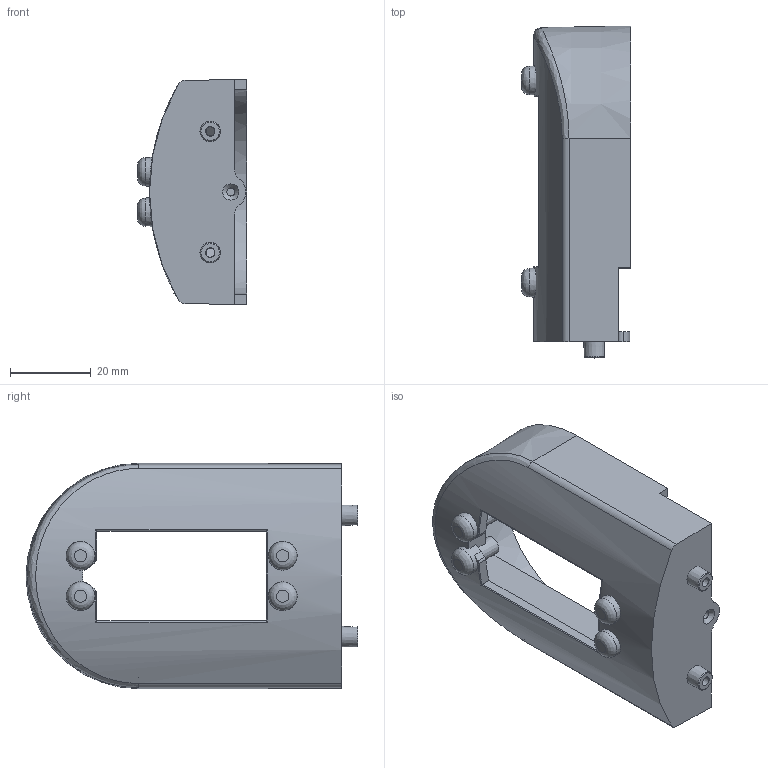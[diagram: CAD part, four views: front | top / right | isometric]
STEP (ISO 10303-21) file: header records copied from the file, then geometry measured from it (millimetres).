
FILE_DESCRIPTION(/* description */ (''),/* implementation_level */ '2;1');
FILE_NAME(/* name */ 'SUPP. MOTORE BASE Ver01 (2).stp',/* time_stamp */ '2023-04-03T19:22:48+08:00',/* author */ ('DELL'),/* organization */ (''),/* preprocessor_version */ 'ST-DEVELOPER v17',/* originating_system */ 'Autodesk Inventor 2019',/* authorisation */ '');
FILE_SCHEMA (('AUTOMOTIVE_DESIGN { 1 0 10303 214 3 1 1 }'));
Length unit declared in the file: millimetre
Products named in the file (1): SUPP-MOTORE-BASE_36
Bounding box: 27 x 82.05 x 55.7 mm (x, y, z)
Volume: 19879.5 mm3; surface area: 19224.8 mm2
Topology: 1 solids, 1 shells, 139 faces, 396 edges, 268 vertices
Faces by surface type: plane 78, cylinder 24, cone 23, bspline 7, torus 7
Full cylindrical faces by diameter (mm): 2 x1, 2.3 x4
Entity records: 6030 total; most frequent: CARTESIAN_POINT 2379, ORIENTED_EDGE 792, DIRECTION 737, EDGE_CURVE 396, AXIS2_PLACEMENT_3D 279, VERTEX_POINT 268, LINE 179, VECTOR 179
